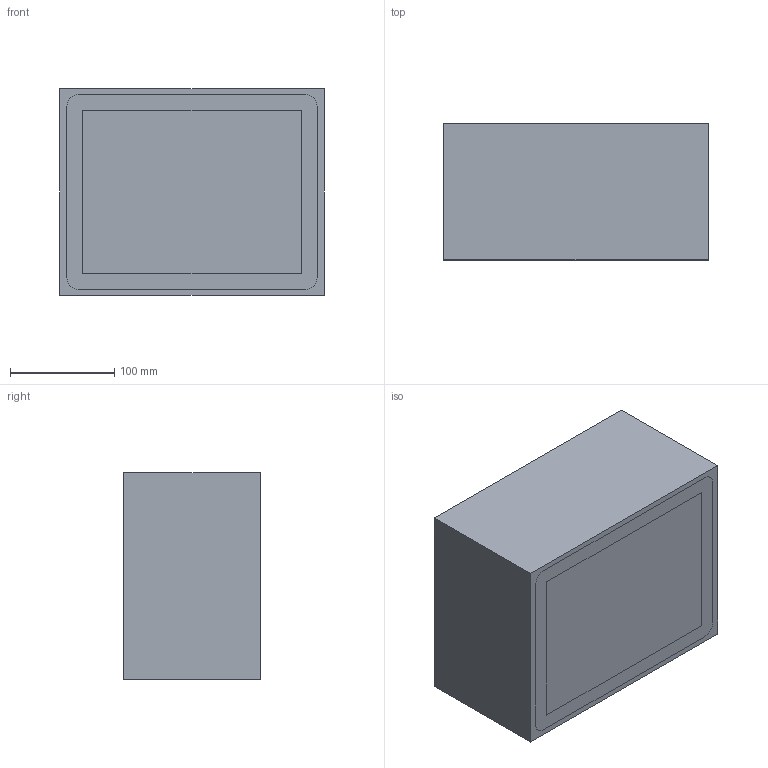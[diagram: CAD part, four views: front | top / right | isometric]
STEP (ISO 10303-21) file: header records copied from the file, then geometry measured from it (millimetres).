
FILE_DESCRIPTION (( 'STEP AP203' ), '1' );
FILE_NAME ('1300-CASE-PF.STEP', '2006-02-09T21:33:44', ( ' ' ), ( ' ' ), 'SwSTEP 2.0', 'SolidWorks 2005143', '' );
FILE_SCHEMA (( 'CONFIG_CONTROL_DESIGN' ));
Length unit declared in the file: inch
Products named in the file (1): 1300-CASE-PF
Bounding box: 254 x 130.81 x 198.12 mm (x, y, z)
Surface area: 351522.4 mm2 (no closed solid volume)
Topology: 0 solids, 3 shells, 234 faces, 741 edges, 498 vertices
Faces by surface type: plane 107, bspline 61, cylinder 38, cone 24, sphere 4
Entity records: 15357 total; most frequent: CARTESIAN_POINT 9251, ORIENTED_EDGE 1271, DIRECTION 1041, EDGE_CURVE 737, VERTEX_POINT 498, LINE 445, VECTOR 445, AXIS2_PLACEMENT_3D 298
